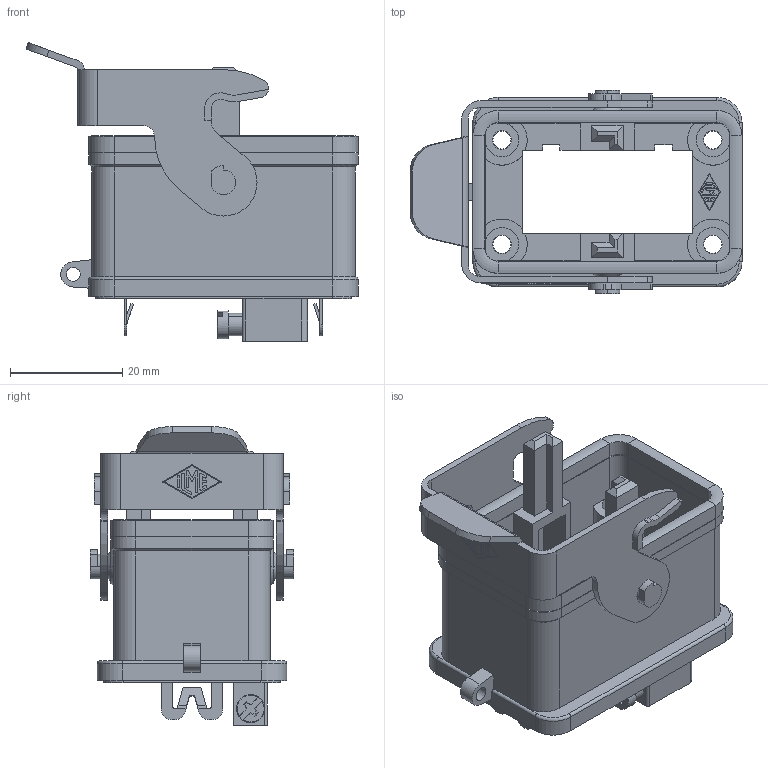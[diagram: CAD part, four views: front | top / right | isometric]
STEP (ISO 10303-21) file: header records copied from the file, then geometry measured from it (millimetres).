
FILE_DESCRIPTION(('Creo Elements/Direct Modeling STEP Export'),'2;1');
FILE_NAME('0lndrp34skmresc4060','2019-09-09T13:45:55',(''),(''),'Creo Elements/Direct Modeling STEP processor for AP214 (Solid Model)','Creo Elements/Direct Modeling 20.1B 02-Apr-2019 (C) Parametric Technology GmbH','');
FILE_SCHEMA(('AUTOMOTIVE_DESIGN { 1 0 10303 214 1 1 1 1 }'));
Length unit declared in the file: millimetre
Products named in the file (2): CXA_01_I
Assembly tree (1 placements, depth 2):
  CXA_01_I
    CXA_01_I
Bounding box: 59.19 x 36.3 x 53.27 mm (x, y, z)
Volume: 14480 mm3; surface area: 18236.3 mm2
Topology: 1 solids, 1 shells, 551 faces, 1566 edges, 1046 vertices
Faces by surface type: plane 333, cylinder 186, bspline 12, torus 10, cone 10
Entity records: 17677 total; most frequent: CARTESIAN_POINT 3389, ORIENTED_EDGE 3132, DIRECTION 2780, EDGE_CURVE 1566, VECTOR 1072, LINE 1072, VERTEX_POINT 1046, AXIS2_PLACEMENT_3D 854
